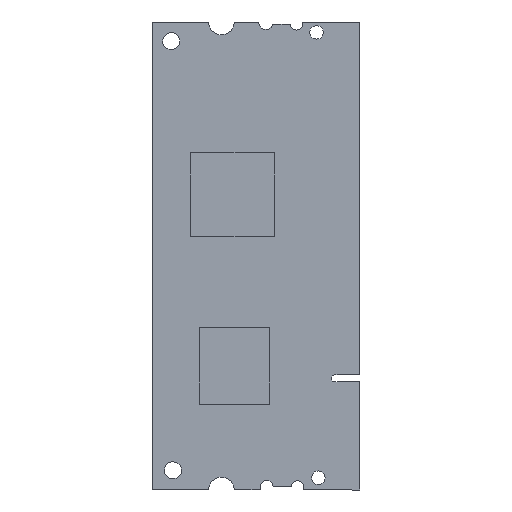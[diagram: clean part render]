
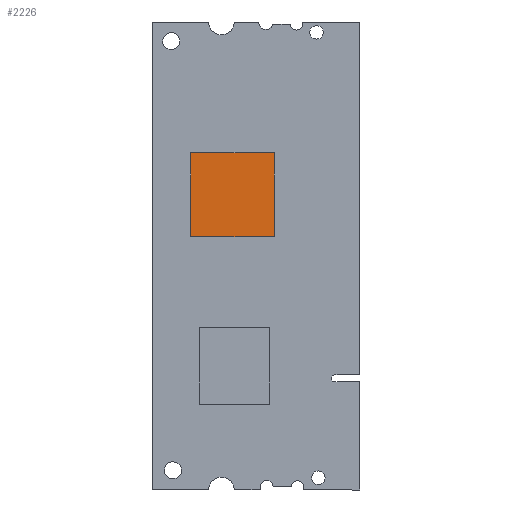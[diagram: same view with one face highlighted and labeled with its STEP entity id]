
A CAD part, left-side view. The second image highlights one B-rep face of the part: STEP entity #2226.
In plain terms, the highlighted planar face has unit normal (-1, 0, 0).
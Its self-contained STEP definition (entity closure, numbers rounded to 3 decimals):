
#35 = DIRECTION ( 'NONE',  ( 0., 1., 0. ) ) ;
#76 = DIRECTION ( 'NONE',  ( 0., 0., 1. ) ) ;
#99 = CARTESIAN_POINT ( 'NONE',  ( -0.5, 24.449, -31. ) ) ;
#431 = DIRECTION ( 'NONE',  ( 0., 0., 1. ) ) ;
#484 = CARTESIAN_POINT ( 'NONE',  ( -0.5, 24.449, -18.892 ) ) ;
#612 = LINE ( 'NONE', #2541, #1641 ) ;
#628 = VERTEX_POINT ( 'NONE', #99 ) ;
#749 = VERTEX_POINT ( 'NONE', #2072 ) ;
#858 = VERTEX_POINT ( 'NONE', #987 ) ;
#987 = CARTESIAN_POINT ( 'NONE',  ( -0.5, 12.344, -18.892 ) ) ;
#1211 = PLANE ( 'NONE',  #2877 ) ;
#1223 = ORIENTED_EDGE ( 'NONE', *, *, #2745, .T. ) ;
#1293 = FACE_OUTER_BOUND ( 'NONE', #1565, .T. ) ;
#1306 = ORIENTED_EDGE ( 'NONE', *, *, #2248, .F. ) ;
#1565 = EDGE_LOOP ( 'NONE', ( #1223, #2749, #3623, #1306 ) ) ;
#1641 = VECTOR ( 'NONE', #35, 1000. ) ;
#1755 = LINE ( 'NONE', #2323, #3110 ) ;
#2072 = CARTESIAN_POINT ( 'NONE',  ( -0.5, 12.344, -31. ) ) ;
#2226 = ADVANCED_FACE ( 'NONE', ( #1293 ), #1211, .F. ) ;
#2248 = EDGE_CURVE ( 'NONE', #749, #628, #612, .T. ) ;
#2323 = CARTESIAN_POINT ( 'NONE',  ( -0.5, 12.344, -18.892 ) ) ;
#2375 = VERTEX_POINT ( 'NONE', #484 ) ;
#2541 = CARTESIAN_POINT ( 'NONE',  ( -0.5, 12.344, -31. ) ) ;
#2745 = EDGE_CURVE ( 'NONE', #749, #858, #3239, .T. ) ;
#2749 = ORIENTED_EDGE ( 'NONE', *, *, #3666, .F. ) ;
#2837 = CARTESIAN_POINT ( 'NONE',  ( -0.5, 12.344, -31. ) ) ;
#2877 = AXIS2_PLACEMENT_3D ( 'NONE', #2837, #4040, #4059 ) ;
#2878 = LINE ( 'NONE', #3484, #3696 ) ;
#3110 = VECTOR ( 'NONE', #3268, 1000. ) ;
#3239 = LINE ( 'NONE', #3593, #3871 ) ;
#3268 = DIRECTION ( 'NONE',  ( 0., -1., 0. ) ) ;
#3301 = EDGE_CURVE ( 'NONE', #628, #2375, #2878, .T. ) ;
#3484 = CARTESIAN_POINT ( 'NONE',  ( -0.5, 24.449, -18.892 ) ) ;
#3593 = CARTESIAN_POINT ( 'NONE',  ( -0.5, 12.344, -18.892 ) ) ;
#3623 = ORIENTED_EDGE ( 'NONE', *, *, #3301, .F. ) ;
#3666 = EDGE_CURVE ( 'NONE', #2375, #858, #1755, .T. ) ;
#3696 = VECTOR ( 'NONE', #76, 1000. ) ;
#3871 = VECTOR ( 'NONE', #431, 1000. ) ;
#4040 = DIRECTION ( 'NONE',  ( 1., 0., 0. ) ) ;
#4059 = DIRECTION ( 'NONE',  ( 0., 0., -1. ) ) ;
